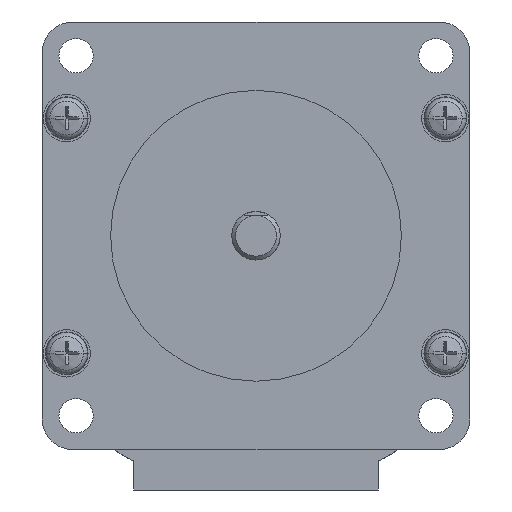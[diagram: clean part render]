
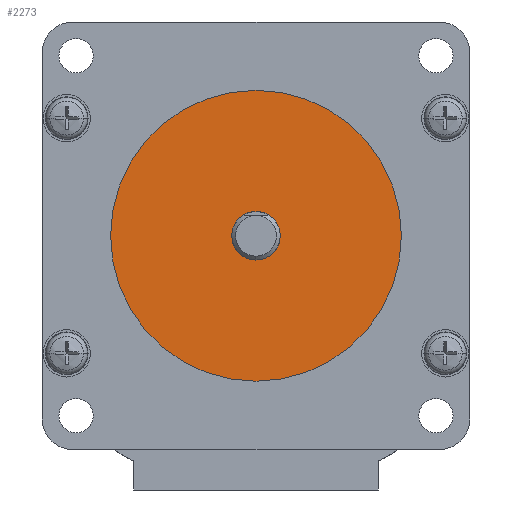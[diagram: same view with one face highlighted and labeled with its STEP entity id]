
A CAD part, left-side view. The second image highlights one B-rep face of the part: STEP entity #2273.
In plain terms, the highlighted planar face has unit normal (-1, 0, 0).
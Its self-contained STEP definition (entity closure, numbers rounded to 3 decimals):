
#2045=CARTESIAN_POINT('POINT5271',(-1.6,0.,
   -3.175));
#2046=VERTEX_POINT('VERTEX5271',#2045);
#2053=CARTESIAN_POINT('POINT5272',(-1.6,0.,
   3.175));
#2054=VERTEX_POINT('VERTEX5272',#2053);
#2055=CARTESIAN_POINT('POS8426',(-1.6,0.,0.));
#2056=DIRECTION('DIR12785',(1.,0.,0.));
#2057=DIRECTION('DIR12786',(0.,0.,-1.));
#2058=AXIS2_PLACEMENT_3D('AXIS4360',#2055,#2056,#2057);
#2059=CIRCLE('ELLIPSE2131',#2058,3.175);
#2060=EDGE_CURVE('EDGE8042',#2054,#2046,#2059,.T.);
#2084=EDGE_CURVE('EDGE8044',#2046,#2054,#2059,.T.);
#2249=CARTESIAN_POINT('POINT5281',(-1.6,0.,
   -19.05));
#2250=VERTEX_POINT('VERTEX5281',#2249);
#2251=CARTESIAN_POINT('POINT5282',(-1.6,0.,
   19.05));
#2252=VERTEX_POINT('VERTEX5282',#2251);
#2253=CARTESIAN_POINT('POS8445',(-1.6,0.,0.));
#2254=DIRECTION('DIR12814',(1.,0.,0.));
#2255=DIRECTION('DIR12815',(0.,0.,-1.));
#2256=AXIS2_PLACEMENT_3D('AXIS4370',#2253,#2254,#2255);
#2257=CIRCLE('ELLIPSE2136',#2256,19.05);
#2258=EDGE_CURVE('EDGE8061',#2250,#2252,#2257,.T.);
#2259=ORIENTED_EDGE('COEDGE16111',*,*,#2258,.F.);
#2260=EDGE_CURVE('EDGE8062',#2252,#2250,#2257,.T.);
#2261=ORIENTED_EDGE('COEDGE16112',*,*,#2260,.F.);
#2262=EDGE_LOOP('NONE',(#2259,#2261));
#2263=FACE_BOUND('LOOP1',#2262,.T.);
#2264=ORIENTED_EDGE('COEDGE16113',*,*,#2084,.T.);
#2265=ORIENTED_EDGE('COEDGE16114',*,*,#2060,.T.);
#2266=EDGE_LOOP('NONE',(#2264,#2265));
#2267=FACE_BOUND('LOOP1',#2266,.T.);
#2268=CARTESIAN_POINT('POS8446',(-1.6,0.,
   -11.113));
#2269=DIRECTION('DIR12816',(-1.,0.,0.));
#2270=DIRECTION('DIR12817',(0.,1.,0.));
#2271=AXIS2_PLACEMENT_3D('AXIS4371',#2268,#2269,#2270);
#2272=PLANE('PLANE1239',#2271);
#2273=ADVANCED_FACE('FACE3135',(#2263,#2267),#2272,.T.);
